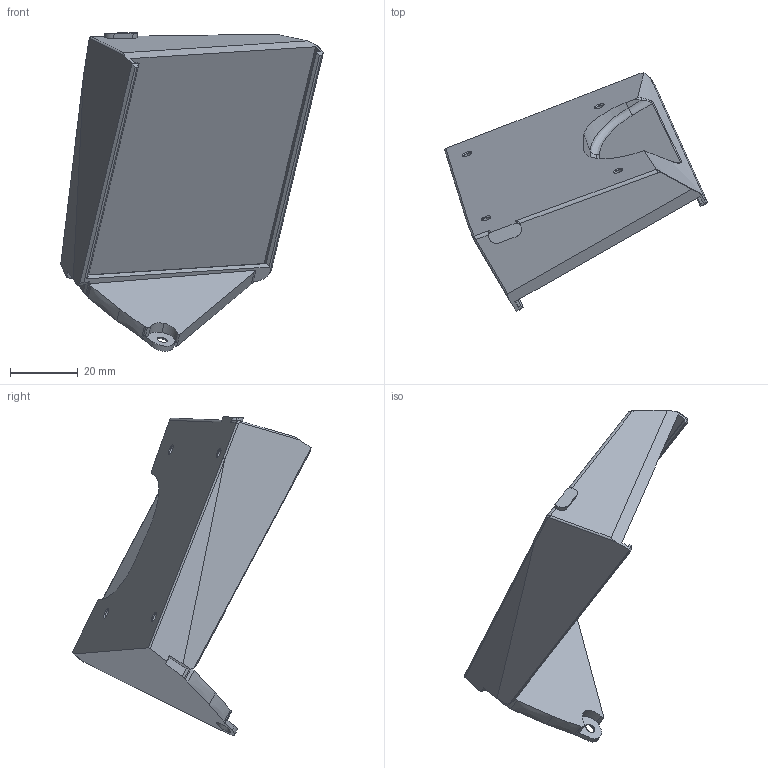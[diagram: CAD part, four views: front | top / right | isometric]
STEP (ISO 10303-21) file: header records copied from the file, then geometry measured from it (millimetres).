
FILE_DESCRIPTION (( 'STEP AP203' ), '1' );
FILE_NAME ('25cm.STEP', '2020-09-17T09:33:00', ( '' ), ( '' ), 'SwSTEP 2.0', 'SolidWorks 2018', '' );
FILE_SCHEMA (( 'CONFIG_CONTROL_DESIGN' ));
Length unit declared in the file: millimetre
Products named in the file (2): 25cm
Bounding box: 77.5 x 70.41 x 94.03 mm (x, y, z)
Volume: 59307.5 mm3; surface area: 17611.5 mm2
Topology: 1 solids, 1 shells, 111 faces, 288 edges, 182 vertices
Faces by surface type: plane 51, cylinder 33, bspline 17, cone 10
Entity records: 5327 total; most frequent: CARTESIAN_POINT 2684, ORIENTED_EDGE 574, DIRECTION 443, EDGE_CURVE 287, VERTEX_POINT 182, LINE 167, VECTOR 167, AXIS2_PLACEMENT_3D 138
